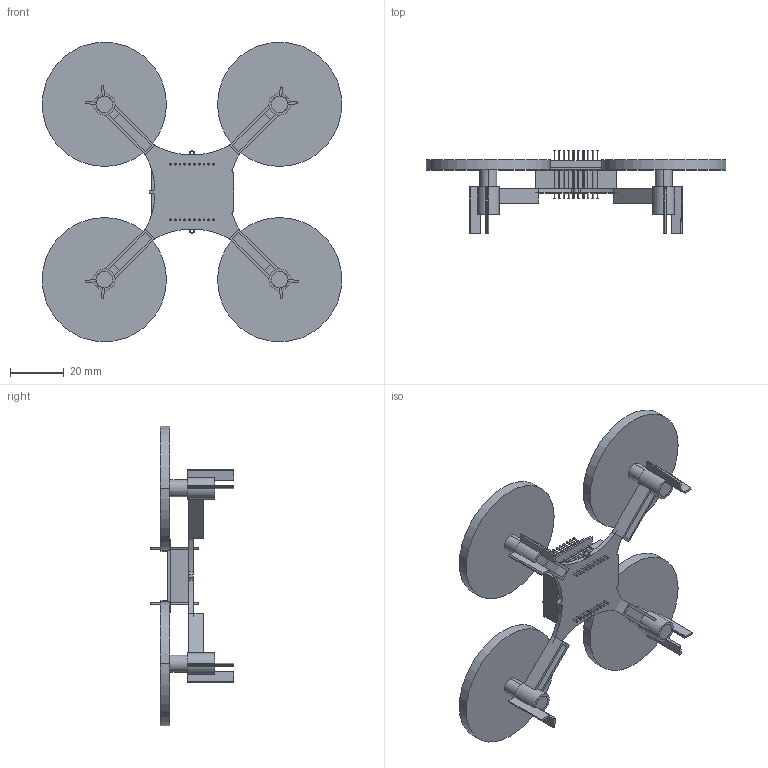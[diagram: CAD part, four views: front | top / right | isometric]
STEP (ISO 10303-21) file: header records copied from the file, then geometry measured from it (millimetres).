
FILE_DESCRIPTION (( 'STEP AP214' ), '1' );
FILE_NAME ('CrazyFliePart.STEP', '2017-10-11T14:13:10', ( '' ), ( '' ), 'SwSTEP 2.0', 'SolidWorks 2016', '' );
FILE_SCHEMA (( 'AUTOMOTIVE_DESIGN' ));
Length unit declared in the file: inch
Products named in the file (1): CrazyFliePart
Bounding box: 111.59 x 31.02 x 111.59 mm (x, y, z)
Volume: 35735.2 mm3; surface area: 29166 mm2
Topology: 40 solids, 40 shells, 296 faces, 660 edges, 440 vertices
Faces by surface type: plane 192, cylinder 104
Entity records: 12605 total; most frequent: DIRECTION 1482, CARTESIAN_POINT 1397, ORIENTED_EDGE 1320, EDGE_CURVE 660, AXIS2_PLACEMENT_3D 525, VERTEX_POINT 440, LINE 432, VECTOR 432
